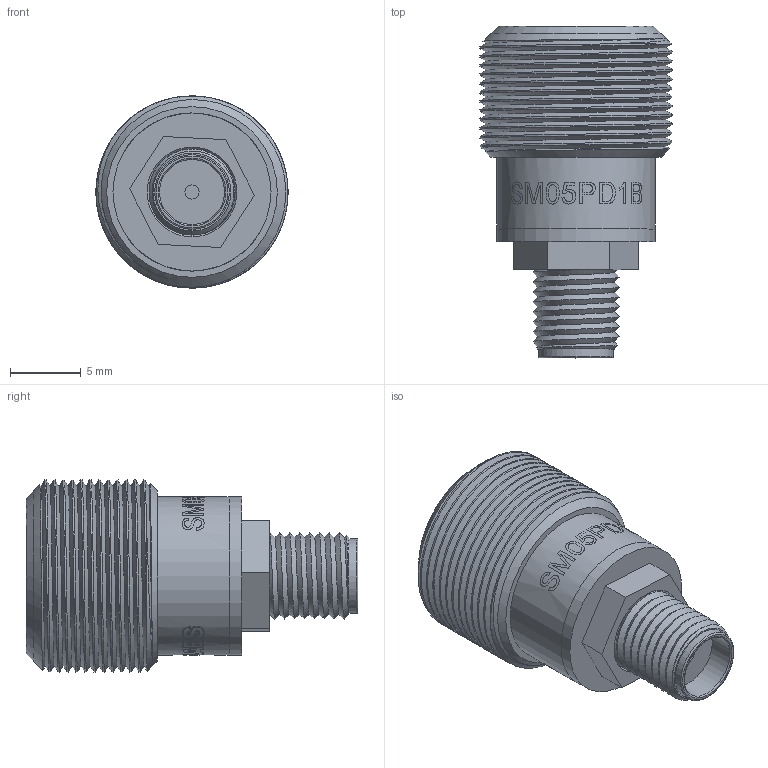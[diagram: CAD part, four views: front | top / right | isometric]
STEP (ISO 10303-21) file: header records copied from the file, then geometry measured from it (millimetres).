
FILE_DESCRIPTION (( 'STEP AP214' ), '1' );
FILE_NAME ('8771-E0W.STEP', '2018-04-13T21:45:03', ( 'admin' ), ( '' ), 'SwSTEP 2.0', 'SolidWorks 2016', '' );
FILE_SCHEMA (( 'AUTOMOTIVE_DESIGN' ));
Length unit declared in the file: inch
Products named in the file (1): 8771-E0W
Bounding box: 13.59 x 23.47 x 13.59 mm (x, y, z)
Volume: 1472.8 mm3; surface area: 2843.2 mm2
Topology: 6 solids, 6 shells, 126 faces, 449 edges, 382 vertices
Faces by surface type: cylinder 59, plane 51, cone 6, torus 6, bspline 4
Full cylindrical faces by diameter (mm): 0.406 x5, 1 x1, 1.016 x2, 1.143 x1, 1.651 x2, 4.596 x2, 5.28 x1, 5.588 x1, 5.8 x1, 6.35 x2, 6.452 x1, 7.747 x1, 8.255 x2, 8.509 x1, 9.144 x1, 9.525 x1, 9.779 x1, 11.176 x2
Entity records: 11148 total; most frequent: CARTESIAN_POINT 5923, ORIENTED_EDGE 796, DIRECTION 527, EDGE_CURVE 398, VERTEX_POINT 370, AXIS2_PLACEMENT_3D 231, EDGE_LOOP 220, B_SPLINE_CURVE_WITH_KNOTS 220
